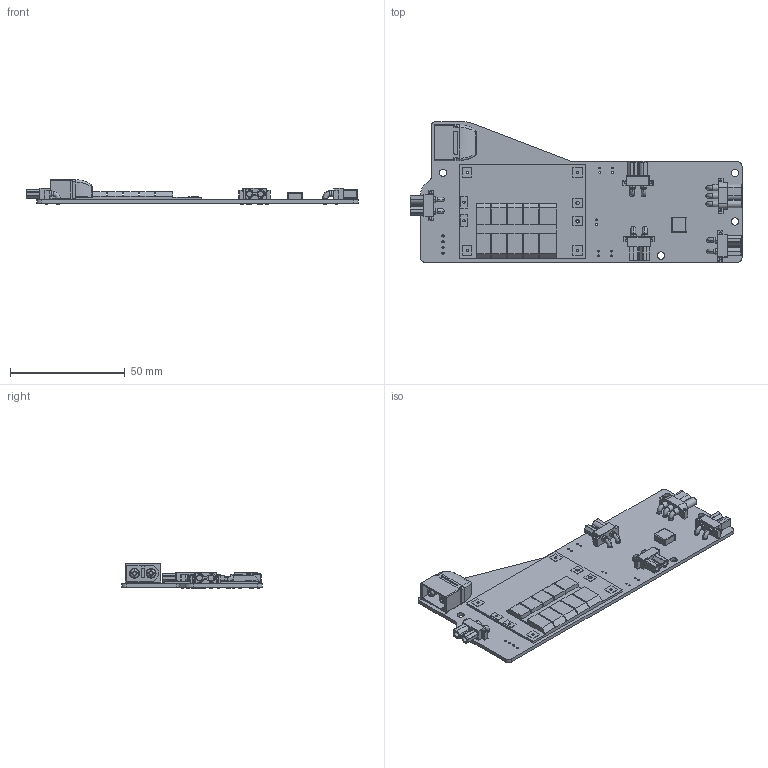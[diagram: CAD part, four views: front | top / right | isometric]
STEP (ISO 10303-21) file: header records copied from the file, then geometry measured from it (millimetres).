
FILE_DESCRIPTION(('KiCad electronic assembly'),'2;1');
FILE_NAME('robal_power_board_6.step','2024-08-04T10:34:36',('Pcbnew'),( 'Kicad'),'Open CASCADE STEP processor 7.7','KiCad to STEP converter' ,'Unknown');
FILE_SCHEMA(('AUTOMOTIVE_DESIGN { 1 0 10303 214 1 1 1 1 }'));
Length unit declared in the file: millimetre
Products named in the file (12): robal_power_board_6 1; L_Coilcraft_XAL6030-XXX; CQ assembly; XT30PW-F; User Library-XT30PW-F; 60A3S_BMS; XT60PW MALE; MR30PW-FB v2; MR30PW-FB v1; robal_power_board_PCB
Assembly tree (14 placements, depth 3):
  robal_power_board_6 1
    L_Coilcraft_XAL6030-XXX
      CQ assembly
    XT30PW-F  x4
      User Library-XT30PW-F
    60A3S_BMS
      60A3S_BMS
    XT60PW MALE
      XT60PW MALE
    MR30PW-FB v2
      MR30PW-FB v1
    robal_power_board_PCB
Bounding box: 144.67 x 61.41 x 10.73 mm (x, y, z)
Volume: 18206.9 mm3; surface area: 26035.8 mm2
Topology: 11 solids, 11 shells, 1327 faces, 3103 edges, 1859 vertices
Faces by surface type: cylinder 543, plane 513, torus 163, sphere 62, revolution 32, bspline 10, cone 4
Full cylindrical faces by diameter (mm): 0.75 x10, 0.889 x4, 0.95 x4, 1 x16, 1.2 x2, 1.5 x2, 1.549 x3, 1.9 x11, 1.905 x3, 1.943 x3, 2.502 x3, 2.7 x2, 3.2 x4
Entity records: 48828 total; most frequent: CARTESIAN_POINT 10583, DIRECTION 6808, LINE 3992, VECTOR 3992, ORIENTED_EDGE 3410, PCURVE 3410, DEFINITIONAL_REPRESENTATION 3410, EDGE_CURVE 1705
